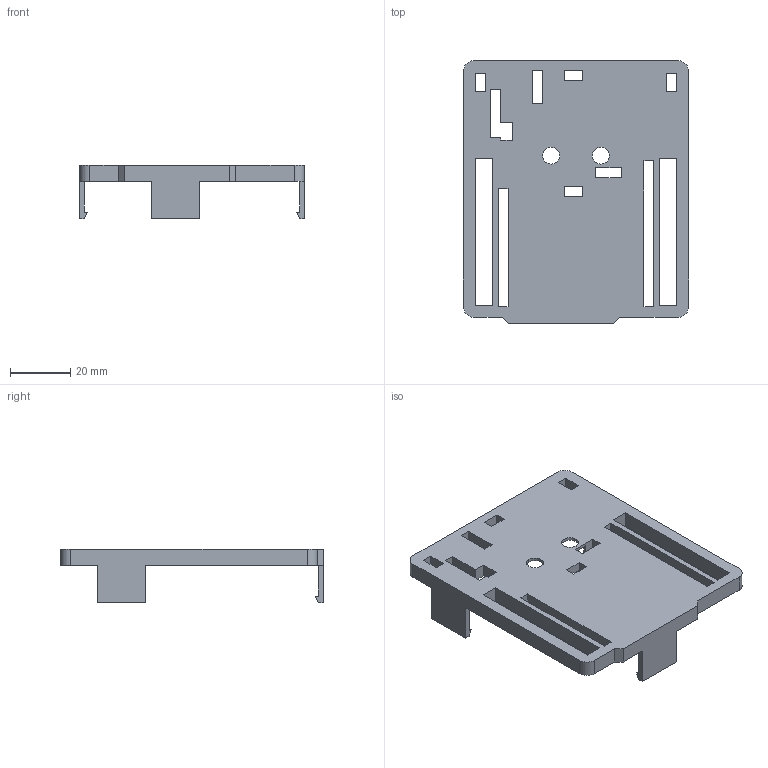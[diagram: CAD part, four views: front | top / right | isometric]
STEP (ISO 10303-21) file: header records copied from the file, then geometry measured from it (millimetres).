
FILE_DESCRIPTION (( 'STEP AP214' ), '1' );
FILE_NAME ('stm32-nucleo-64_top.STEP', '2024-07-27T14:20:53', ( '' ), ( '' ), 'SwSTEP 2.0', 'SolidWorks 2023', '' );
FILE_SCHEMA (( 'AUTOMOTIVE_DESIGN' ));
Length unit declared in the file: millimetre
Products named in the file (1): stm32-nucleo-64_top
Bounding box: 74.8 x 87.3 x 17.8 mm (x, y, z)
Volume: 13221 mm3; surface area: 18771.4 mm2
Topology: 1 solids, 1 shells, 161 faces, 479 edges, 318 vertices
Faces by surface type: plane 153, cylinder 8
Entity records: 5372 total; most frequent: CARTESIAN_POINT 959, ORIENTED_EDGE 958, DIRECTION 819, EDGE_CURVE 479, VECTOR 463, LINE 463, VERTEX_POINT 318, EDGE_LOOP 185
